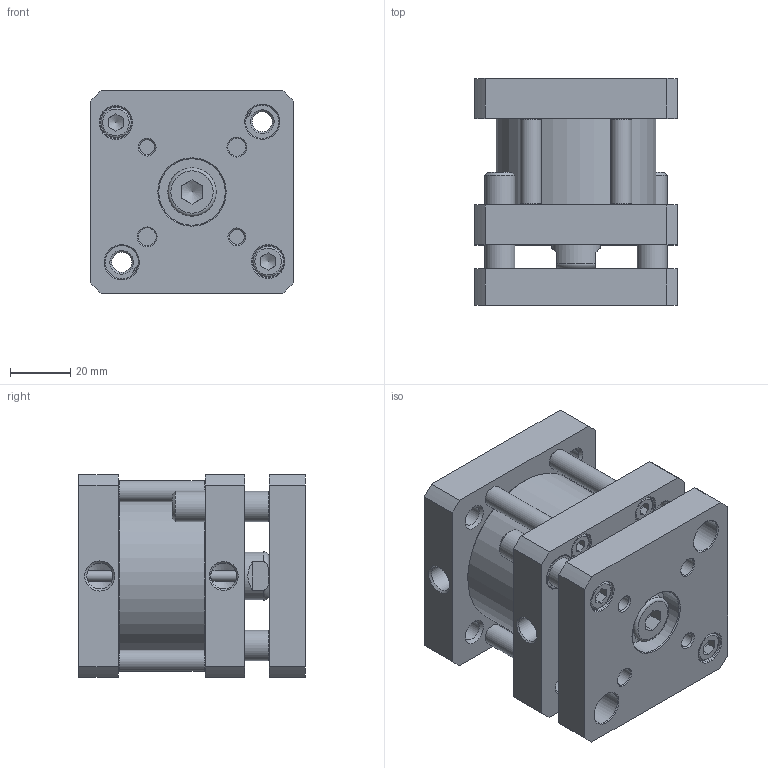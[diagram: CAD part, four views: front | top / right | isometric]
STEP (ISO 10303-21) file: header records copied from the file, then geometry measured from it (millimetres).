
FILE_DESCRIPTION((''),'2;1');
FILE_NAME('XDMA050.010.GS.F.stp','2014-05-15T17:00:54',('carlo.corazza'),(''),'Autodesk Inventor 2012','Autodesk Inventor 2012','');
FILE_SCHEMA(('AUTOMOTIVE_DESIGN { 1 0 10303 214 1 1 1 1 }'));
Length unit declared in the file: millimetre
Products named in the file (8): XDMA050..GS.F; CORPO-010; STELO-010; TAA; TIRANTE-010; TP; STAFFA; COLONNETTA-010
Assembly tree (11 placements, depth 2):
  XDMA050..GS.F
    CORPO-010
    STELO-010
    TAA
    TIRANTE-010  x4
    TP
    STAFFA
    COLONNETTA-010  x2
Bounding box: 67 x 75 x 67 mm (x, y, z)
Volume: 176050.6 mm3; surface area: 66035.4 mm2
Topology: 11 solids, 22 shells, 381 faces, 858 edges, 538 vertices
Faces by surface type: plane 151, cone 121, cylinder 91, torus 18
Full cylindrical faces by diameter (mm): 3.5 x2, 4.134 x4, 4.917 x4, 5.9 x8, 6 x4, 6.647 x7, 6.7 x2, 7 x4, 8.376 x1, 8.5 x8, 8.566 x2, 9 x8, 10 x6, 10.5 x2, 11 x2, 12 x2, 16 x2, 16.54 x1, 17.7 x1, 18 x1, 20.32 x1, 20.5 x2, 22 x1, 50 x1, 53 x1
Entity records: 9250 total; most frequent: CARTESIAN_POINT 1693, DIRECTION 1502, ORIENTED_EDGE 1128, AXIS2_PLACEMENT_3D 642, EDGE_LOOP 612, EDGE_CURVE 564, VERTEX_POINT 453, STYLED_ITEM 356
